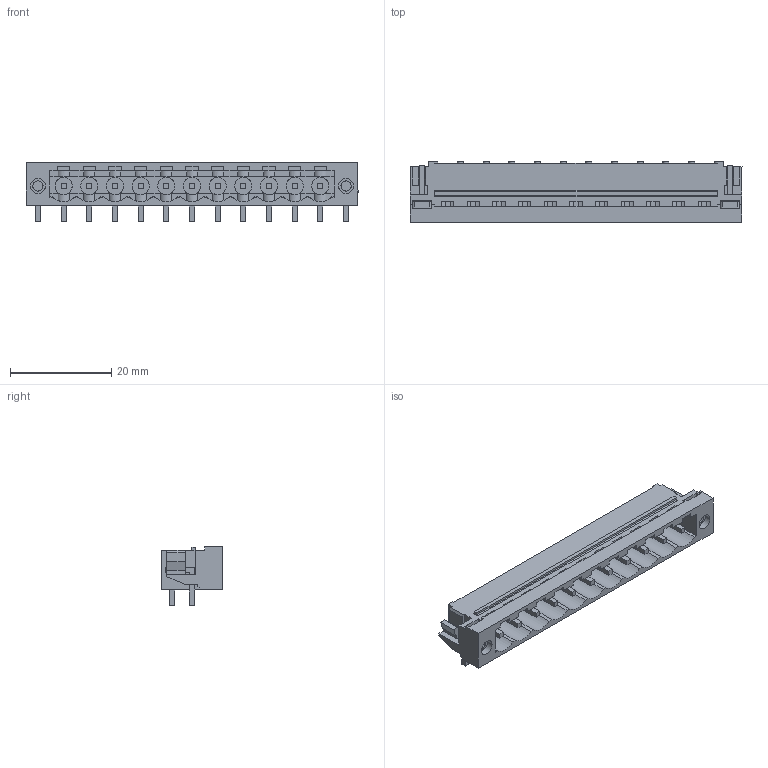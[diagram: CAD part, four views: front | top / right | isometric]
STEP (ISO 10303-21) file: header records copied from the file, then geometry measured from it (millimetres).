
FILE_DESCRIPTION(('CATIA V5R22 STEP214','CAx-IF Rec.Pracs.--- Model Styling and Organization---1.4--- 2014-01-23'),'2;1');
FILE_NAME ('D1456062_1_1780500000_1780500000.stp','2023-05-11T06:54:17+00:00',('none'),('Weidmueller'),'CATIA Version 5-6 Release 2016 SP3 HF44','CATIA V5 STEP AP214','none');
FILE_SCHEMA(('AUTOMOTIVE_DESIGN { 1 0 10303 214 1 1 1 1 }'));
Length unit declared in the file: millimetre
Products named in the file (1): 1780500000
Bounding box: 65.68 x 12 x 11.63 mm (x, y, z)
Volume: 2639.7 mm3; surface area: 5915.6 mm2
Topology: 16 solids, 16 shells, 767 faces, 2304 edges, 1518 vertices
Faces by surface type: plane 609, cylinder 126, extrusion 24, cone 8
Entity records: 24660 total; most frequent: CARTESIAN_POINT 5720, ORIENTED_EDGE 4608, DIRECTION 2845, EDGE_CURVE 2304, VECTOR 1751, LINE 1727, VERTEX_POINT 1518, EDGE_LOOP 816
